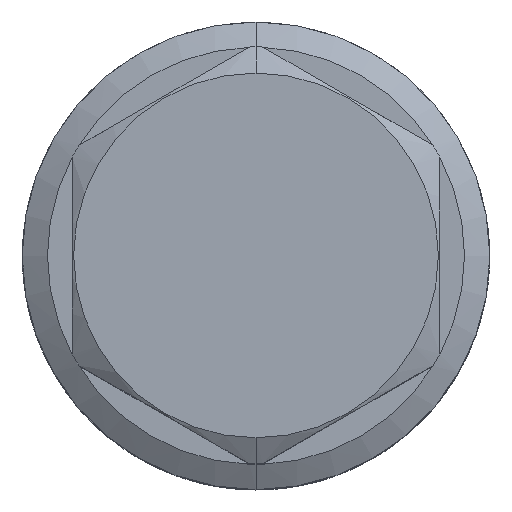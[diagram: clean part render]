
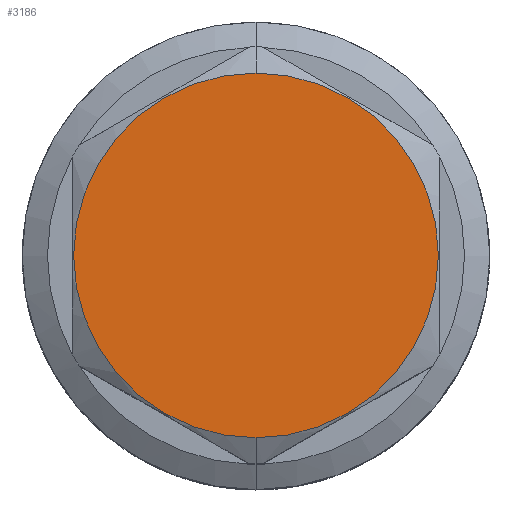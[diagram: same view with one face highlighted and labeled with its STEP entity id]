
A CAD part, top view. The second image highlights one B-rep face of the part: STEP entity #3186.
In plain terms, the highlighted planar face has unit normal (0, 0, 1).
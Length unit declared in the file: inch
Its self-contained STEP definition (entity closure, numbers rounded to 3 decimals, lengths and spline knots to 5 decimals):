
#396=CARTESIAN_POINT('',(0.,0.,6.968));
#397=DIRECTION('',(0.,0.,1.));
#398=DIRECTION('',(0.,-1.,0.));
#399=AXIS2_PLACEMENT_3D('',#396,#397,#398);
#401=CARTESIAN_POINT('',(0.,0.,6.968));
#402=DIRECTION('',(0.,0.,1.));
#403=DIRECTION('',(0.,1.,0.));
#404=AXIS2_PLACEMENT_3D('',#401,#402,#403);
#2347=CARTESIAN_POINT('',(0.,-0.62,6.968));
#2348=CARTESIAN_POINT('',(0.,0.62,6.968));
#2349=VERTEX_POINT('',#2347);
#2350=VERTEX_POINT('',#2348);
#3177=CARTESIAN_POINT('',(0.,0.,6.968));
#3178=DIRECTION('',(0.,0.,1.));
#3179=DIRECTION('',(0.,1.,0.));
#3180=AXIS2_PLACEMENT_3D('',#3177,#3178,#3179);
#3181=PLANE('',#3180);
#3182=ORIENTED_EDGE('',*,*,#2947,.F.);
#3183=ORIENTED_EDGE('',*,*,#3168,.F.);
#3184=EDGE_LOOP('',(#3182,#3183));
#3185=FACE_OUTER_BOUND('',#3184,.F.);
#3186=ADVANCED_FACE('',(#3185),#3181,.T.);
#400=CIRCLE('',#399,0.62);
#405=CIRCLE('',#404,0.62);
#2947=EDGE_CURVE('',#2349,#2350,#400,.T.);
#3168=EDGE_CURVE('',#2350,#2349,#405,.T.);
